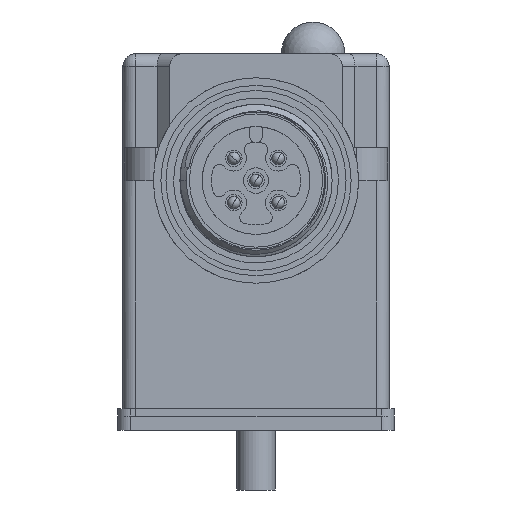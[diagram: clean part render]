
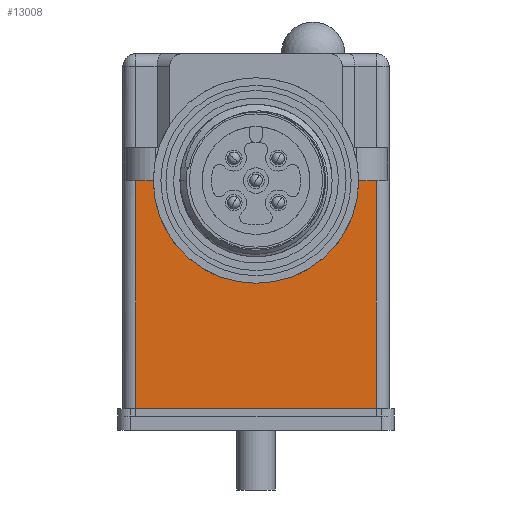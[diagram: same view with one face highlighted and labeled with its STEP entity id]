
A CAD part, front view. The second image highlights one B-rep face of the part: STEP entity #13008.
In plain terms, the highlighted planar face has unit normal (0, -1, 0).
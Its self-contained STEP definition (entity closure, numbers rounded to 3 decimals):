
#146 = ORIENTED_EDGE ( 'NONE', *, *, #18604, .F. ) ;
#280 = AXIS2_PLACEMENT_3D ( 'NONE', #18155, #13869, #6461 ) ;
#2769 = VECTOR ( 'NONE', #9685, 1000. ) ;
#3136 = EDGE_CURVE ( 'NONE', #16913, #10521, #20734, .T. ) ;
#3245 = ORIENTED_EDGE ( 'NONE', *, *, #3136, .T. ) ;
#3857 = CARTESIAN_POINT ( 'NONE',  ( -9.5, -14.2, 16.198 ) ) ;
#3960 = PLANE ( 'NONE',  #6160 ) ;
#3961 = LINE ( 'NONE', #21733, #24219 ) ;
#4255 = DIRECTION ( 'NONE',  ( 0., 0., -1. ) ) ;
#4717 = EDGE_CURVE ( 'NONE', #16913, #10388, #23540, .T. ) ;
#4838 = FACE_OUTER_BOUND ( 'NONE', #9956, .T. ) ;
#5038 = VERTEX_POINT ( 'NONE', #9056 ) ;
#5913 = LINE ( 'NONE', #15474, #2769 ) ;
#5957 = DIRECTION ( 'NONE',  ( -1., 0., 0. ) ) ;
#6160 = AXIS2_PLACEMENT_3D ( 'NONE', #15623, #17681, #5957 ) ;
#6336 = VERTEX_POINT ( 'NONE', #13057 ) ;
#6461 = DIRECTION ( 'NONE',  ( 1., 0., 0. ) ) ;
#7902 = VECTOR ( 'NONE', #4255, 1000. ) ;
#9056 = CARTESIAN_POINT ( 'NONE',  ( -9.5, -14.2, -2.402 ) ) ;
#9527 = CARTESIAN_POINT ( 'NONE',  ( 9.5, -14.2, 16.198 ) ) ;
#9595 = VERTEX_POINT ( 'NONE', #3857 ) ;
#9685 = DIRECTION ( 'NONE',  ( 0., 0., -1. ) ) ;
#9956 = EDGE_LOOP ( 'NONE', ( #13986, #10549, #23300, #13708, #3245, #146 ) ) ;
#10388 = VERTEX_POINT ( 'NONE', #20614 ) ;
#10521 = VERTEX_POINT ( 'NONE', #13314 ) ;
#10549 = ORIENTED_EDGE ( 'NONE', *, *, #23430, .T. ) ;
#11478 = DIRECTION ( 'NONE',  ( -1., 0., 0. ) ) ;
#12232 = CARTESIAN_POINT ( 'NONE',  ( 9.5, -14.2, 16.198 ) ) ;
#13008 = ADVANCED_FACE ( 'NONE', ( #4838 ), #3960, .T. ) ;
#13057 = CARTESIAN_POINT ( 'NONE',  ( -7.8, -14.2, 16.198 ) ) ;
#13314 = CARTESIAN_POINT ( 'NONE',  ( 7.8, -14.2, 16.198 ) ) ;
#13409 = EDGE_CURVE ( 'NONE', #10388, #5038, #21108, .T. ) ;
#13708 = ORIENTED_EDGE ( 'NONE', *, *, #4717, .F. ) ;
#13869 = DIRECTION ( 'NONE',  ( 0., -1., 0. ) ) ;
#13986 = ORIENTED_EDGE ( 'NONE', *, *, #25107, .T. ) ;
#15156 = CIRCLE ( 'NONE', #280, 7.8 ) ;
#15474 = CARTESIAN_POINT ( 'NONE',  ( -9.5, -14.2, 16.198 ) ) ;
#15623 = CARTESIAN_POINT ( 'NONE',  ( 9.5, -14.2, 16.198 ) ) ;
#16146 = VECTOR ( 'NONE', #22337, 1000. ) ;
#16913 = VERTEX_POINT ( 'NONE', #22209 ) ;
#17681 = DIRECTION ( 'NONE',  ( 0., -1., 0. ) ) ;
#18155 = CARTESIAN_POINT ( 'NONE',  ( 0., -14.2, 16.198 ) ) ;
#18547 = VECTOR ( 'NONE', #11478, 1000. ) ;
#18604 = EDGE_CURVE ( 'NONE', #6336, #10521, #15156, .T. ) ;
#19992 = DIRECTION ( 'NONE',  ( -1., 0., 0. ) ) ;
#20358 = CARTESIAN_POINT ( 'NONE',  ( 9.5, -14.2, -2.402 ) ) ;
#20614 = CARTESIAN_POINT ( 'NONE',  ( 9.5, -14.2, -2.402 ) ) ;
#20734 = LINE ( 'NONE', #9527, #18547 ) ;
#21108 = LINE ( 'NONE', #20358, #16146 ) ;
#21733 = CARTESIAN_POINT ( 'NONE',  ( -7.8, -14.2, 16.198 ) ) ;
#22209 = CARTESIAN_POINT ( 'NONE',  ( 9.5, -14.2, 16.198 ) ) ;
#22337 = DIRECTION ( 'NONE',  ( -1., 0., 0. ) ) ;
#23300 = ORIENTED_EDGE ( 'NONE', *, *, #13409, .F. ) ;
#23430 = EDGE_CURVE ( 'NONE', #9595, #5038, #5913, .T. ) ;
#23540 = LINE ( 'NONE', #12232, #7902 ) ;
#24219 = VECTOR ( 'NONE', #19992, 1000. ) ;
#25107 = EDGE_CURVE ( 'NONE', #6336, #9595, #3961, .T. ) ;
